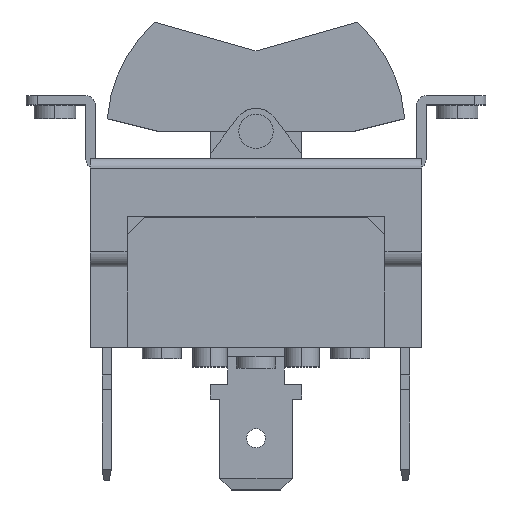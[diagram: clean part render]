
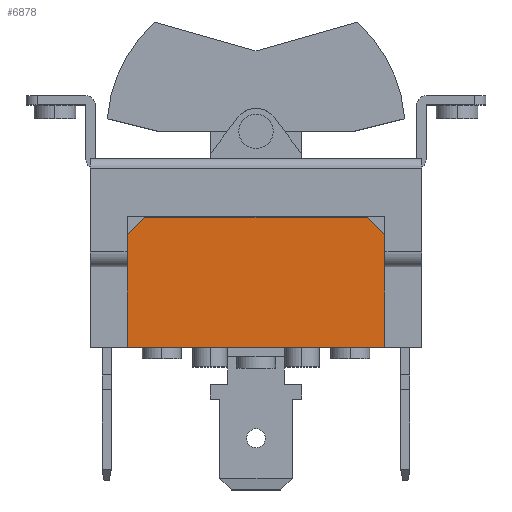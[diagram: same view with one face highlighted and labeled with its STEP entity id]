
A CAD part, top view. The second image highlights one B-rep face of the part: STEP entity #6878.
In plain terms, the highlighted planar face has unit normal (0, 0, 1).
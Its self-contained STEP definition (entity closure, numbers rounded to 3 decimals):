
#120 = LINE ( 'NONE', #5035, #5454 ) ;
#238 = VECTOR ( 'NONE', #4339, 1000. ) ;
#248 = DIRECTION ( 'NONE',  ( 0., 1., 0. ) ) ;
#850 = DIRECTION ( 'NONE',  ( 0., 0., 1. ) ) ;
#1410 = DIRECTION ( 'NONE',  ( 1., 0., 0. ) ) ;
#1833 = CARTESIAN_POINT ( 'NONE',  ( 11.2, -5., 8. ) ) ;
#1894 = LINE ( 'NONE', #2109, #6752 ) ;
#1937 = CARTESIAN_POINT ( 'NONE',  ( 11.2, -14.8, 8. ) ) ;
#2109 = CARTESIAN_POINT ( 'NONE',  ( 9.7, -3.5, 8. ) ) ;
#2153 = VECTOR ( 'NONE', #6130, 1000. ) ;
#2270 = VERTEX_POINT ( 'NONE', #4416 ) ;
#2307 = CARTESIAN_POINT ( 'NONE',  ( -9.7, -3.5, 8. ) ) ;
#2360 = ORIENTED_EDGE ( 'NONE', *, *, #4681, .T. ) ;
#2395 = EDGE_CURVE ( 'NONE', #6348, #7724, #5572, .T. ) ;
#2900 = VECTOR ( 'NONE', #7708, 1000. ) ;
#3163 = EDGE_CURVE ( 'NONE', #5450, #3612, #3664, .T. ) ;
#3281 = AXIS2_PLACEMENT_3D ( 'NONE', #4725, #850, #1410 ) ;
#3291 = PLANE ( 'NONE',  #3281 ) ;
#3612 = VERTEX_POINT ( 'NONE', #4179 ) ;
#3615 = ORIENTED_EDGE ( 'NONE', *, *, #7797, .T. ) ;
#3664 = LINE ( 'NONE', #2307, #2153 ) ;
#3821 = CARTESIAN_POINT ( 'NONE',  ( 0., -3.5, 8. ) ) ;
#3903 = EDGE_LOOP ( 'NONE', ( #3615, #7834, #5444, #5491, #6608, #2360 ) ) ;
#4179 = CARTESIAN_POINT ( 'NONE',  ( -9.7, -3.5, 8. ) ) ;
#4339 = DIRECTION ( 'NONE',  ( 0., 1., 0. ) ) ;
#4374 = EDGE_CURVE ( 'NONE', #7248, #6348, #120, .T. ) ;
#4416 = CARTESIAN_POINT ( 'NONE',  ( 9.7, -3.5, 8. ) ) ;
#4681 = EDGE_CURVE ( 'NONE', #7724, #2270, #1894, .T. ) ;
#4725 = CARTESIAN_POINT ( 'NONE',  ( 0., -14.8, 8. ) ) ;
#5035 = CARTESIAN_POINT ( 'NONE',  ( 0., -14.8, 8. ) ) ;
#5106 = FACE_OUTER_BOUND ( 'NONE', #3903, .T. ) ;
#5339 = CARTESIAN_POINT ( 'NONE',  ( -11.2, -5., 8. ) ) ;
#5444 = ORIENTED_EDGE ( 'NONE', *, *, #7982, .F. ) ;
#5450 = VERTEX_POINT ( 'NONE', #8263 ) ;
#5454 = VECTOR ( 'NONE', #6991, 1000. ) ;
#5491 = ORIENTED_EDGE ( 'NONE', *, *, #4374, .T. ) ;
#5572 = LINE ( 'NONE', #1833, #238 ) ;
#5652 = CARTESIAN_POINT ( 'NONE',  ( 11.2, -5., 8. ) ) ;
#6130 = DIRECTION ( 'NONE',  ( 0.707, 0.707, 0. ) ) ;
#6328 = LINE ( 'NONE', #5339, #7219 ) ;
#6348 = VERTEX_POINT ( 'NONE', #1937 ) ;
#6608 = ORIENTED_EDGE ( 'NONE', *, *, #2395, .T. ) ;
#6752 = VECTOR ( 'NONE', #7366, 1000. ) ;
#6878 = ADVANCED_FACE ( 'NONE', ( #5106 ), #3291, .T. ) ;
#6991 = DIRECTION ( 'NONE',  ( 1., 0., 0. ) ) ;
#7219 = VECTOR ( 'NONE', #248, 1000. ) ;
#7248 = VERTEX_POINT ( 'NONE', #7541 ) ;
#7337 = LINE ( 'NONE', #3821, #2900 ) ;
#7366 = DIRECTION ( 'NONE',  ( -0.707, 0.707, 0. ) ) ;
#7541 = CARTESIAN_POINT ( 'NONE',  ( -11.2, -14.8, 8. ) ) ;
#7708 = DIRECTION ( 'NONE',  ( -1., 0., 0. ) ) ;
#7724 = VERTEX_POINT ( 'NONE', #5652 ) ;
#7797 = EDGE_CURVE ( 'NONE', #2270, #3612, #7337, .T. ) ;
#7834 = ORIENTED_EDGE ( 'NONE', *, *, #3163, .F. ) ;
#7982 = EDGE_CURVE ( 'NONE', #7248, #5450, #6328, .T. ) ;
#8263 = CARTESIAN_POINT ( 'NONE',  ( -11.2, -5., 8. ) ) ;
